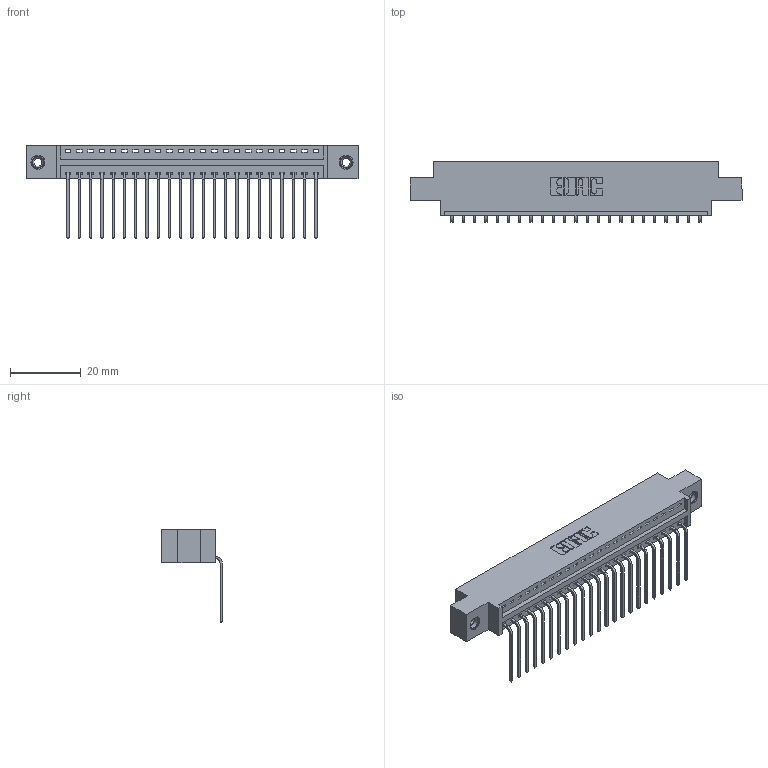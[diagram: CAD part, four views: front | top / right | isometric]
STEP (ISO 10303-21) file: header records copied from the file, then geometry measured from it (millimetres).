
FILE_DESCRIPTION (( 'STEP AP203' ), '1' );
FILE_NAME ('396-023-559-608.STEP', '2019-10-31T21:14:32', ( '' ), ( '' ), 'SwSTEP 2.0', 'SolidWorks 2016', '' );
FILE_SCHEMA (( 'CONFIG_CONTROL_DESIGN' ));
Length unit declared in the file: inch
Products named in the file (4): 346 Part_0.170 Offset - 0.156 Dia-TI; 345-292-001_558 559 Tail - 1; 345-250-001_345-250-003-102; 396-023-559-608
Assembly tree (26 placements, depth 2):
  396-023-559-608
    346 Part_0.170 Offset - 0.156 Dia-TI
    345-292-001_558 559 Tail - 1  x23
    345-250-001_345-250-003-102  x2
Bounding box: 93.6 x 17.08 x 26.16 mm (x, y, z)
Volume: 8744.1 mm3; surface area: 11363.3 mm2
Topology: 26 solids, 26 shells, 1566 faces, 4663 edges, 3070 vertices
Faces by surface type: plane 1078, cylinder 472, cone 12, torus 4
Entity records: 18234 total; most frequent: CARTESIAN_POINT 3116, ORIENTED_EDGE 3066, DIRECTION 2797, EDGE_CURVE 1533, VECTOR 1289, LINE 1289, VERTEX_POINT 1016, AXIS2_PLACEMENT_3D 754
